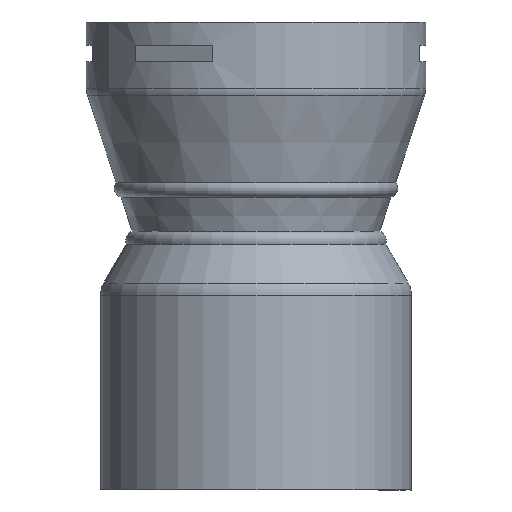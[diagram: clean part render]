
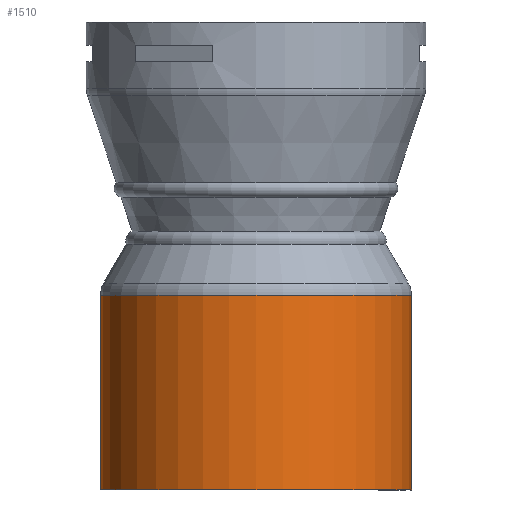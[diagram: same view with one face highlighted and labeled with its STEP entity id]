
A CAD part, front view. The second image highlights one B-rep face of the part: STEP entity #1510.
In plain terms, the highlighted cylindrical face has radius 665 mm (diameter 1330 mm), a full revolution.
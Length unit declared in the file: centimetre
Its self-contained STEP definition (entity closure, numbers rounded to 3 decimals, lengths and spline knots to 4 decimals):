
#21=CYLINDRICAL_SURFACE('',#1656,66.5);
#81=CIRCLE('',#1636,66.5);
#92=CIRCLE('',#1653,66.5);
#94=CIRCLE('',#1655,66.5);
#219=FACE_OUTER_BOUND('',#311,.T.);
#311=EDGE_LOOP('',(#1305,#1306,#1307,#1308,#1309));
#452=LINE('',#2532,#587);
#587=VECTOR('',#2070,66.5);
#701=VERTEX_POINT('',#2495);
#711=VERTEX_POINT('',#2526);
#712=VERTEX_POINT('',#2527);
#896=EDGE_CURVE('',#701,#701,#81,.T.);
#911=EDGE_CURVE('',#711,#712,#92,.T.);
#913=EDGE_CURVE('',#712,#711,#94,.T.);
#914=EDGE_CURVE('',#701,#712,#452,.T.);
#1305=ORIENTED_EDGE('',*,*,#896,.F.);
#1306=ORIENTED_EDGE('',*,*,#914,.T.);
#1307=ORIENTED_EDGE('',*,*,#913,.T.);
#1308=ORIENTED_EDGE('',*,*,#911,.T.);
#1309=ORIENTED_EDGE('',*,*,#914,.F.);
#1510=ADVANCED_FACE('',(#219),#21,.T.);
#1636=AXIS2_PLACEMENT_3D('',#2496,#2024,#2025);
#1653=AXIS2_PLACEMENT_3D('',#2528,#2062,#2063);
#1655=AXIS2_PLACEMENT_3D('',#2530,#2066,#2067);
#1656=AXIS2_PLACEMENT_3D('',#2531,#2068,#2069);
#2024=DIRECTION('center_axis',(0.,0.,
-1.));
#2025=DIRECTION('ref_axis',(0.,1.,0.));
#2062=DIRECTION('center_axis',(0.,0.,
-1.));
#2063=DIRECTION('ref_axis',(1.,0.,0.));
#2066=DIRECTION('center_axis',(0.,0.,
-1.));
#2067=DIRECTION('ref_axis',(1.,0.,0.));
#2068=DIRECTION('center_axis',(0.,0.,
-1.));
#2069=DIRECTION('ref_axis',(-1.,0.,0.));
#2070=DIRECTION('',(0.,0.,1.));
#2495=CARTESIAN_POINT('',(66.5,0.,0.));
#2496=CARTESIAN_POINT('Origin',(0.,0.,0.));
#2526=CARTESIAN_POINT('',(0.,-66.5,83.1618));
#2527=CARTESIAN_POINT('',(66.5,0.,83.1618));
#2528=CARTESIAN_POINT('Origin',(0.,0.,
83.1618));
#2530=CARTESIAN_POINT('Origin',(0.,0.,
83.1618));
#2531=CARTESIAN_POINT('Origin',(0.,0.,51.5809));
#2532=CARTESIAN_POINT('',(66.5,0.,51.5809));
